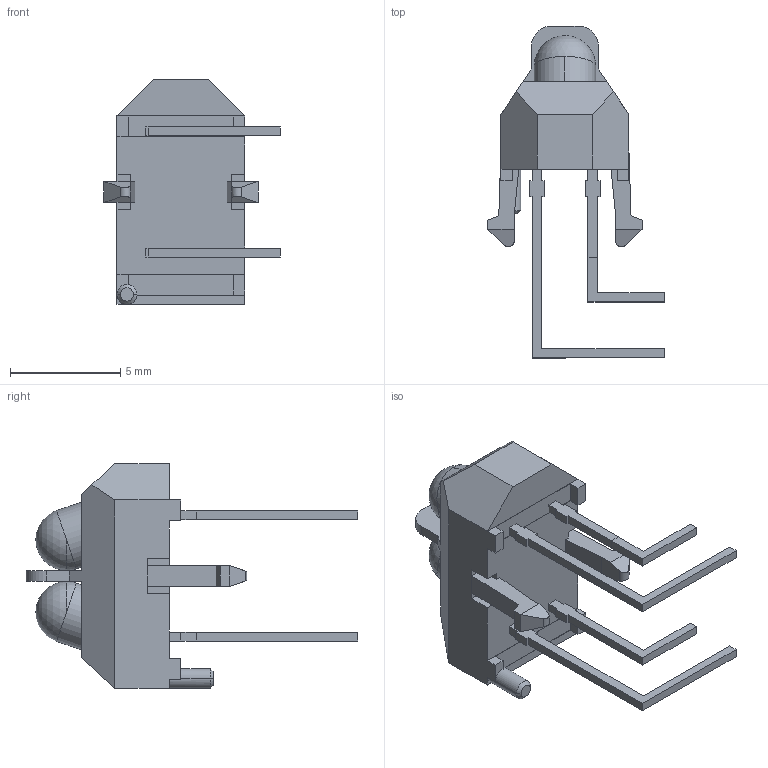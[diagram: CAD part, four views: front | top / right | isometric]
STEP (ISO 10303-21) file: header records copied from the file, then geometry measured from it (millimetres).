
FILE_DESCRIPTION (( 'STEP AP214' ), '1' );
FILE_NAME ('TCRT5000v1.STEP', '2021-03-22T01:14:31', ( '' ), ( '' ), 'SwSTEP 2.0', 'SolidWorks 2016', '' );
FILE_SCHEMA (( 'AUTOMOTIVE_DESIGN' ));
Length unit declared in the file: millimetre
Products named in the file (7): TCRT5000 v1; TCRT5000v1; Metal Contacts; LEDs
Assembly tree (3 placements, depth 2):
  TCRT5000v1
    TCRT5000 v1
    LEDs
    Metal Contacts
  Metal Contacts
  LEDs
  TCRT5000 v1
Bounding box: 8.01 x 15.06 x 10.2 mm (x, y, z)
Volume: 248 mm3; surface area: 403.2 mm2
Topology: 8 solids, 8 shells, 158 faces, 415 edges, 271 vertices
Faces by surface type: plane 142, cylinder 10, sphere 4, cone 2
Entity records: 4981 total; most frequent: CARTESIAN_POINT 857, ORIENTED_EDGE 822, DIRECTION 767, EDGE_CURVE 411, VECTOR 377, LINE 377, VERTEX_POINT 269, AXIS2_PLACEMENT_3D 195
